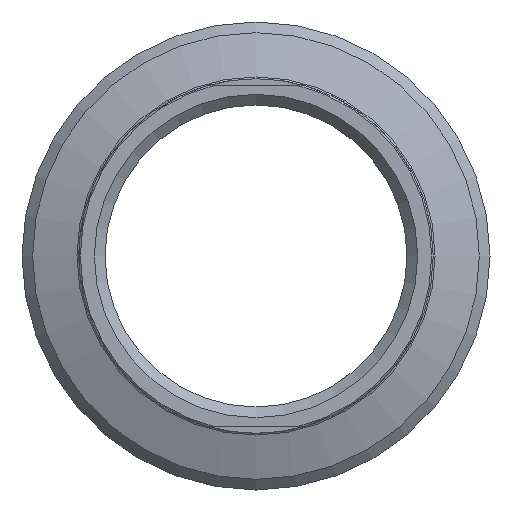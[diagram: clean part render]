
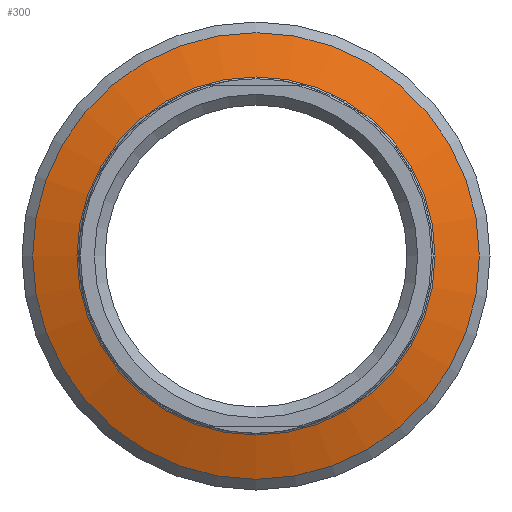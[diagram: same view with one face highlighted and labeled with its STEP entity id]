
A CAD part, left-side view. The second image highlights one B-rep face of the part: STEP entity #300.
In plain terms, the highlighted conical face has half-angle 70.872 degrees and reference radius 37.575 mm.
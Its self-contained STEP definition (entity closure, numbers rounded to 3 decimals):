
#21=CONICAL_SURFACE('',#350,37.575,1.237);
#38=CIRCLE('',#346,33.586);
#39=CIRCLE('',#347,33.586);
#41=CIRCLE('',#351,41.9);
#42=CIRCLE('',#352,41.9);
#61=FACE_OUTER_BOUND('',#79,.T.);
#79=EDGE_LOOP('',(#246,#247,#248,#249,#250,#251));
#97=LINE('',#536,#113);
#113=VECTOR('',#430,37.575);
#140=VERTEX_POINT('',#523);
#141=VERTEX_POINT('',#525);
#142=VERTEX_POINT('',#532);
#143=VERTEX_POINT('',#533);
#175=EDGE_CURVE('',#140,#141,#38,.T.);
#176=EDGE_CURVE('',#141,#140,#39,.T.);
#179=EDGE_CURVE('',#142,#143,#41,.T.);
#180=EDGE_CURVE('',#143,#142,#42,.T.);
#181=EDGE_CURVE('',#143,#141,#97,.T.);
#246=ORIENTED_EDGE('',*,*,#179,.F.);
#247=ORIENTED_EDGE('',*,*,#180,.F.);
#248=ORIENTED_EDGE('',*,*,#181,.T.);
#249=ORIENTED_EDGE('',*,*,#175,.F.);
#250=ORIENTED_EDGE('',*,*,#176,.F.);
#251=ORIENTED_EDGE('',*,*,#181,.F.);
#300=ADVANCED_FACE('',(#61),#21,.T.);
#346=AXIS2_PLACEMENT_3D('',#526,#415,#416);
#347=AXIS2_PLACEMENT_3D('',#527,#417,#418);
#350=AXIS2_PLACEMENT_3D('',#531,#424,#425);
#351=AXIS2_PLACEMENT_3D('',#534,#426,#427);
#352=AXIS2_PLACEMENT_3D('',#535,#428,#429);
#415=DIRECTION('center_axis',(-1.,0.,0.));
#416=DIRECTION('ref_axis',(0.,-1.,0.));
#417=DIRECTION('center_axis',(-1.,0.,0.));
#418=DIRECTION('ref_axis',(0.,-1.,0.));
#424=DIRECTION('center_axis',(1.,0.,0.));
#425=DIRECTION('ref_axis',(0.,1.,0.));
#426=DIRECTION('center_axis',(1.,0.,0.));
#427=DIRECTION('ref_axis',(0.,0.,-1.));
#428=DIRECTION('center_axis',(1.,0.,0.));
#429=DIRECTION('ref_axis',(0.,0.,-1.));
#430=DIRECTION('',(-0.328,0.945,0.));
#523=CARTESIAN_POINT('',(-23.883,0.,33.586));
#525=CARTESIAN_POINT('',(-23.883,-33.586,0.));
#526=CARTESIAN_POINT('Origin',(-23.883,0.,
0.));
#527=CARTESIAN_POINT('Origin',(-23.883,0.,
0.));
#531=CARTESIAN_POINT('Origin',(-22.5,0.,0.));
#532=CARTESIAN_POINT('',(-21.,41.9,0.));
#533=CARTESIAN_POINT('',(-21.,-41.9,0.));
#534=CARTESIAN_POINT('Origin',(-21.,0.,0.));
#535=CARTESIAN_POINT('Origin',(-21.,0.,0.));
#536=CARTESIAN_POINT('',(-22.5,-37.575,0.));
